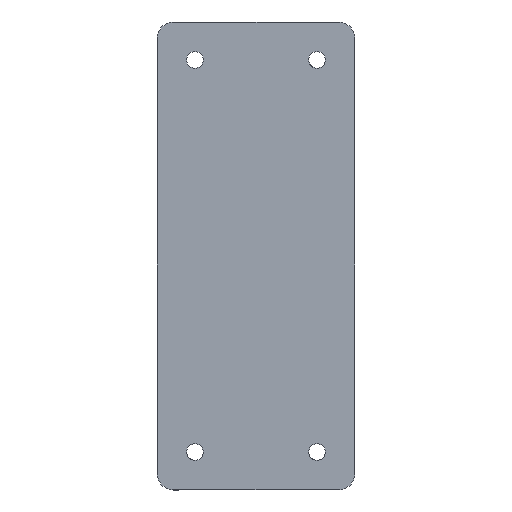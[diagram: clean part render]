
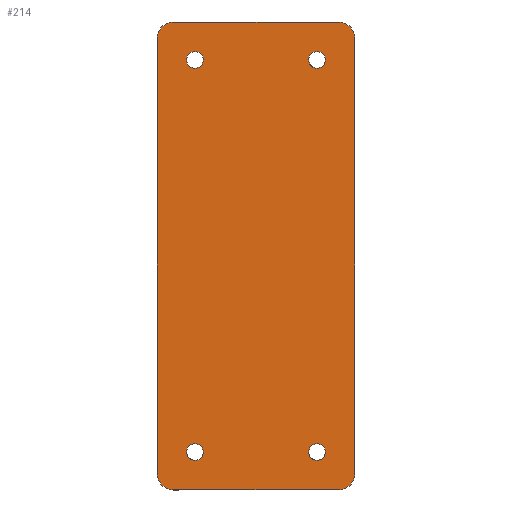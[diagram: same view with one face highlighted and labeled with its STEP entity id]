
A CAD part, top view. The second image highlights one B-rep face of the part: STEP entity #214.
In plain terms, the highlighted planar face has unit normal (0, 0, 1).
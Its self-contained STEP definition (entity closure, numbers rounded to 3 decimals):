
#83=AXIS2_PLACEMENT_3D('Plane Axis2P3D',#80,#81,#82) ;
#96=AXIS2_PLACEMENT_3D('Circle Axis2P3D',#94,#95,$) ;
#110=AXIS2_PLACEMENT_3D('Circle Axis2P3D',#108,#109,$) ;
#115=AXIS2_PLACEMENT_3D('Circle Axis2P3D',#113,#114,$) ;
#129=AXIS2_PLACEMENT_3D('Circle Axis2P3D',#127,#128,$) ;
#144=AXIS2_PLACEMENT_3D('Circle Axis2P3D',#142,#143,$) ;
#153=AXIS2_PLACEMENT_3D('Circle Axis2P3D',#151,#152,$) ;
#162=AXIS2_PLACEMENT_3D('Circle Axis2P3D',#160,#161,$) ;
#171=AXIS2_PLACEMENT_3D('Circle Axis2P3D',#169,#170,$) ;
#180=AXIS2_PLACEMENT_3D('Circle Axis2P3D',#178,#179,$) ;
#189=AXIS2_PLACEMENT_3D('Circle Axis2P3D',#187,#188,$) ;
#198=AXIS2_PLACEMENT_3D('Circle Axis2P3D',#196,#197,$) ;
#207=AXIS2_PLACEMENT_3D('Circle Axis2P3D',#205,#206,$) ;
#37=CARTESIAN_POINT('Line Origine',(0.,61.7,3.96)) ;
#41=CARTESIAN_POINT('Vertex',(0.,119.,3.96)) ;
#43=CARTESIAN_POINT('Vertex',(0.,4.4,3.96)) ;
#80=CARTESIAN_POINT('Axis2P3D Location',(0.,0.,3.96)) ;
#85=CARTESIAN_POINT('Line Origine',(52.2,61.7,3.96)) ;
#89=CARTESIAN_POINT('Vertex',(52.2,4.4,3.96)) ;
#91=CARTESIAN_POINT('Vertex',(52.2,119.,3.96)) ;
#94=CARTESIAN_POINT('Axis2P3D Location',(47.8,119.,3.96)) ;
#98=CARTESIAN_POINT('Vertex',(47.8,123.4,3.96)) ;
#101=CARTESIAN_POINT('Line Origine',(26.1,123.4,3.96)) ;
#105=CARTESIAN_POINT('Vertex',(4.4,123.4,3.96)) ;
#108=CARTESIAN_POINT('Axis2P3D Location',(4.4,119.,3.96)) ;
#113=CARTESIAN_POINT('Axis2P3D Location',(4.4,4.4,3.96)) ;
#117=CARTESIAN_POINT('Vertex',(4.4,0.,3.96)) ;
#120=CARTESIAN_POINT('Line Origine',(26.1,0.,3.96)) ;
#124=CARTESIAN_POINT('Vertex',(47.8,0.,3.96)) ;
#127=CARTESIAN_POINT('Axis2P3D Location',(47.8,4.4,3.96)) ;
#142=CARTESIAN_POINT('Axis2P3D Location',(42.2,10.,3.96)) ;
#146=CARTESIAN_POINT('Vertex',(44.4,10.,3.96)) ;
#148=CARTESIAN_POINT('Vertex',(40.,10.,3.96)) ;
#151=CARTESIAN_POINT('Axis2P3D Location',(42.2,10.,3.96)) ;
#160=CARTESIAN_POINT('Axis2P3D Location',(10.,10.,3.96)) ;
#164=CARTESIAN_POINT('Vertex',(7.8,10.,3.96)) ;
#166=CARTESIAN_POINT('Vertex',(12.2,10.,3.96)) ;
#169=CARTESIAN_POINT('Axis2P3D Location',(10.,10.,3.96)) ;
#178=CARTESIAN_POINT('Axis2P3D Location',(42.2,113.4,3.96)) ;
#182=CARTESIAN_POINT('Vertex',(40.,113.4,3.96)) ;
#184=CARTESIAN_POINT('Vertex',(44.4,113.4,3.96)) ;
#187=CARTESIAN_POINT('Axis2P3D Location',(42.2,113.4,3.96)) ;
#196=CARTESIAN_POINT('Axis2P3D Location',(10.,113.4,3.96)) ;
#200=CARTESIAN_POINT('Vertex',(7.8,113.4,3.96)) ;
#202=CARTESIAN_POINT('Vertex',(12.2,113.4,3.96)) ;
#205=CARTESIAN_POINT('Axis2P3D Location',(10.,113.4,3.96)) ;
#38=DIRECTION('Vector Direction',(0.,-1.,0.)) ;
#81=DIRECTION('Axis2P3D Direction',(0.,0.,1.)) ;
#82=DIRECTION('Axis2P3D XDirection',(1.,0.,0.)) ;
#86=DIRECTION('Vector Direction',(0.,1.,0.)) ;
#95=DIRECTION('Axis2P3D Direction',(0.,0.,1.)) ;
#102=DIRECTION('Vector Direction',(-1.,0.,0.)) ;
#109=DIRECTION('Axis2P3D Direction',(0.,0.,1.)) ;
#114=DIRECTION('Axis2P3D Direction',(0.,0.,1.)) ;
#121=DIRECTION('Vector Direction',(1.,0.,0.)) ;
#128=DIRECTION('Axis2P3D Direction',(0.,0.,1.)) ;
#143=DIRECTION('Axis2P3D Direction',(0.,0.,1.)) ;
#152=DIRECTION('Axis2P3D Direction',(0.,0.,1.)) ;
#161=DIRECTION('Axis2P3D Direction',(0.,0.,1.)) ;
#170=DIRECTION('Axis2P3D Direction',(0.,0.,1.)) ;
#179=DIRECTION('Axis2P3D Direction',(0.,0.,1.)) ;
#188=DIRECTION('Axis2P3D Direction',(0.,0.,1.)) ;
#197=DIRECTION('Axis2P3D Direction',(0.,0.,1.)) ;
#206=DIRECTION('Axis2P3D Direction',(0.,0.,1.)) ;
#39=VECTOR('Line Direction',#38,1.) ;
#87=VECTOR('Line Direction',#86,1.) ;
#103=VECTOR('Line Direction',#102,1.) ;
#122=VECTOR('Line Direction',#121,1.) ;
#133=ORIENTED_EDGE('',*,*,#93,.T.) ;
#134=ORIENTED_EDGE('',*,*,#100,.F.) ;
#135=ORIENTED_EDGE('',*,*,#107,.T.) ;
#136=ORIENTED_EDGE('',*,*,#112,.F.) ;
#137=ORIENTED_EDGE('',*,*,#45,.T.) ;
#138=ORIENTED_EDGE('',*,*,#119,.F.) ;
#139=ORIENTED_EDGE('',*,*,#126,.T.) ;
#140=ORIENTED_EDGE('',*,*,#131,.F.) ;
#157=ORIENTED_EDGE('',*,*,#150,.F.) ;
#158=ORIENTED_EDGE('',*,*,#155,.F.) ;
#175=ORIENTED_EDGE('',*,*,#168,.F.) ;
#176=ORIENTED_EDGE('',*,*,#173,.F.) ;
#193=ORIENTED_EDGE('',*,*,#186,.F.) ;
#194=ORIENTED_EDGE('',*,*,#191,.F.) ;
#211=ORIENTED_EDGE('',*,*,#204,.F.) ;
#212=ORIENTED_EDGE('',*,*,#209,.F.) ;
#159=FACE_BOUND('',#156,.T.) ;
#177=FACE_BOUND('',#174,.T.) ;
#195=FACE_BOUND('',#192,.T.) ;
#213=FACE_BOUND('',#210,.T.) ;
#214=ADVANCED_FACE('Hauptkoerper',(#141,#159,#177,#195,#213),#84,.T.) ;
#97=CIRCLE('generated circle',#96,4.4) ;
#111=CIRCLE('generated circle',#110,4.4) ;
#116=CIRCLE('generated circle',#115,4.4) ;
#130=CIRCLE('generated circle',#129,4.4) ;
#145=CIRCLE('generated circle',#144,2.2) ;
#154=CIRCLE('generated circle',#153,2.2) ;
#163=CIRCLE('generated circle',#162,2.2) ;
#172=CIRCLE('generated circle',#171,2.2) ;
#181=CIRCLE('generated circle',#180,2.2) ;
#190=CIRCLE('generated circle',#189,2.2) ;
#199=CIRCLE('generated circle',#198,2.2) ;
#208=CIRCLE('generated circle',#207,2.2) ;
#45=EDGE_CURVE('',#42,#44,#40,.T.) ;
#93=EDGE_CURVE('',#90,#92,#88,.T.) ;
#100=EDGE_CURVE('',#99,#92,#97,.F.) ;
#107=EDGE_CURVE('',#99,#106,#104,.T.) ;
#112=EDGE_CURVE('',#42,#106,#111,.F.) ;
#119=EDGE_CURVE('',#118,#44,#116,.F.) ;
#126=EDGE_CURVE('',#118,#125,#123,.T.) ;
#131=EDGE_CURVE('',#90,#125,#130,.F.) ;
#150=EDGE_CURVE('',#147,#149,#145,.T.) ;
#155=EDGE_CURVE('',#149,#147,#154,.T.) ;
#168=EDGE_CURVE('',#165,#167,#163,.T.) ;
#173=EDGE_CURVE('',#167,#165,#172,.T.) ;
#186=EDGE_CURVE('',#183,#185,#181,.T.) ;
#191=EDGE_CURVE('',#185,#183,#190,.T.) ;
#204=EDGE_CURVE('',#201,#203,#199,.T.) ;
#209=EDGE_CURVE('',#203,#201,#208,.T.) ;
#132=EDGE_LOOP('',(#133,#134,#135,#136,#137,#138,#139,#140)) ;
#156=EDGE_LOOP('',(#157,#158)) ;
#174=EDGE_LOOP('',(#175,#176)) ;
#192=EDGE_LOOP('',(#193,#194)) ;
#210=EDGE_LOOP('',(#211,#212)) ;
#141=FACE_OUTER_BOUND('',#132,.T.) ;
#40=LINE('Line',#37,#39) ;
#88=LINE('Line',#85,#87) ;
#104=LINE('Line',#101,#103) ;
#123=LINE('Line',#120,#122) ;
#84=PLANE('',#83) ;
#42=VERTEX_POINT('',#41) ;
#44=VERTEX_POINT('',#43) ;
#90=VERTEX_POINT('',#89) ;
#92=VERTEX_POINT('',#91) ;
#99=VERTEX_POINT('',#98) ;
#106=VERTEX_POINT('',#105) ;
#118=VERTEX_POINT('',#117) ;
#125=VERTEX_POINT('',#124) ;
#147=VERTEX_POINT('',#146) ;
#149=VERTEX_POINT('',#148) ;
#165=VERTEX_POINT('',#164) ;
#167=VERTEX_POINT('',#166) ;
#183=VERTEX_POINT('',#182) ;
#185=VERTEX_POINT('',#184) ;
#201=VERTEX_POINT('',#200) ;
#203=VERTEX_POINT('',#202) ;
